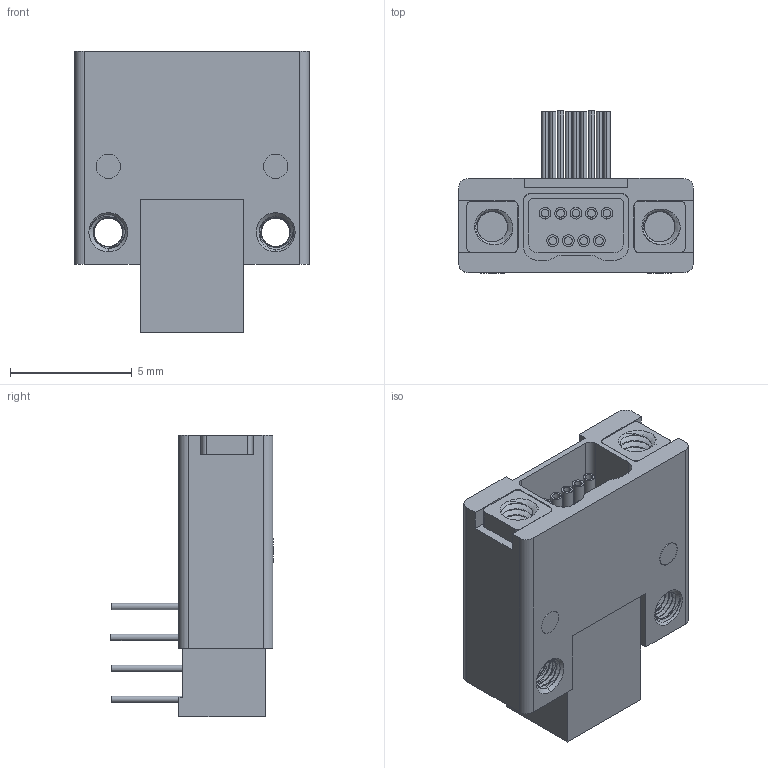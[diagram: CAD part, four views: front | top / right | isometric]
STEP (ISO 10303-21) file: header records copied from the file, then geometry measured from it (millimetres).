
FILE_DESCRIPTION((''),'2;1');
FILE_NAME('9P-F','2025-03-06T',('gongcheng6'),(''),'PRO/ENGINEER BY PARAMETRIC TECHNOLOGY CORPORATION, 2010280','PRO/ENGINEER BY PARAMETRIC TECHNOLOGY CORPORATION, 2010280','');
FILE_SCHEMA(('CONFIG_CONTROL_DESIGN'));
Length unit declared in the file: millimetre
Products named in the file (1): 9P-F
Bounding box: 9.63 x 6.65 x 11.54 mm (x, y, z)
Volume: 295.1 mm3; surface area: 698.2 mm2
Topology: 1 solids, 1 shells, 349 faces, 926 edges, 620 vertices
Faces by surface type: cylinder 232, plane 97, cone 12, bspline 8
Entity records: 30096 total; most frequent: CARTESIAN_POINT 21735, ORIENTED_EDGE 1852, DIRECTION 1538, EDGE_CURVE 926, VERTEX_POINT 620, AXIS2_PLACEMENT_3D 571, VECTOR 396, LINE 396
